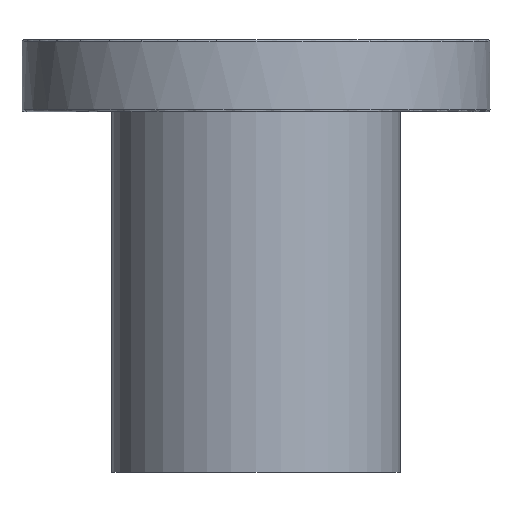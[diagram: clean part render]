
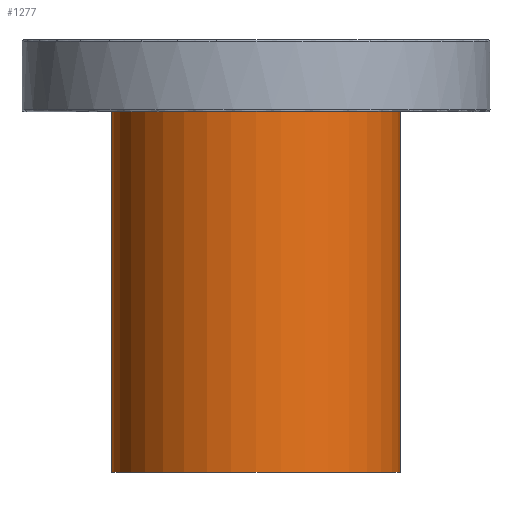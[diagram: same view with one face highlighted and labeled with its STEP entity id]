
A CAD part, front view. The second image highlights one B-rep face of the part: STEP entity #1277.
In plain terms, the highlighted cylindrical face has radius 35 mm (diameter 70 mm), a full revolution.
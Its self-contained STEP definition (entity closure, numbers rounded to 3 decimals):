
#1215=CARTESIAN_POINT('',(35.0,0.,402.9));
#1216=VERTEX_POINT('',#1215);
#1217=CARTESIAN_POINT('',(0.0,0.0,402.9));
#1218=DIRECTION('',(0.0,0.0,1.0));
#1219=DIRECTION('',(-1.0,0.0,0.0));
#1220=AXIS2_PLACEMENT_3D('',#1217,#1218,#1219);
#1221=CIRCLE('',#1220,35.0);
#1222=EDGE_CURVE('',#1216,#1216,#1221,.T.);
#1258=CARTESIAN_POINT('',(0.0,0.0,0.0));
#1259=DIRECTION('',(0.0,0.0,1.0));
#1260=DIRECTION('',(-1.0,0.0,0.0));
#1261=AXIS2_PLACEMENT_3D('',#1258,#1259,#1260);
#1262=CYLINDRICAL_SURFACE('',#1261,35.0);
#1263=ORIENTED_EDGE('',*,*,#1222,.T.);
#1264=EDGE_LOOP('',(#1263));
#1265=FACE_OUTER_BOUND('',#1264,.T.);
#1266=CARTESIAN_POINT('',(35.0,0.,500.0));
#1267=VERTEX_POINT('',#1266);
#1268=CARTESIAN_POINT('',(0.0,0.0,500.0));
#1269=DIRECTION('',(0.0,0.0,-1.0));
#1270=DIRECTION('',(-1.0,0.0,0.0));
#1271=AXIS2_PLACEMENT_3D('',#1268,#1269,#1270);
#1272=CIRCLE('',#1271,35.0);
#1273=EDGE_CURVE('',#1267,#1267,#1272,.T.);
#1274=ORIENTED_EDGE('',*,*,#1273,.T.);
#1275=EDGE_LOOP('',(#1274));
#1276=FACE_BOUND('',#1275,.T.);
#1277=ADVANCED_FACE('',(#1265,#1276),#1262,.T.);
